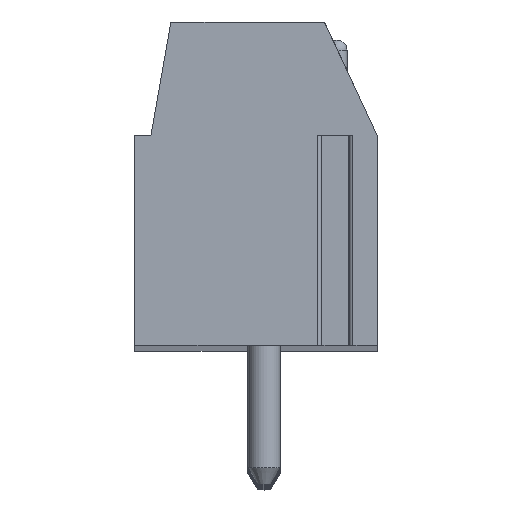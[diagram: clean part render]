
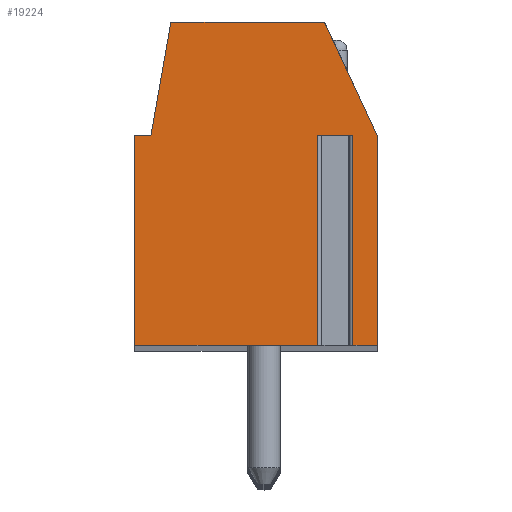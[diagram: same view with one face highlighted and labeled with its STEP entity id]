
A CAD part, top view. The second image highlights one B-rep face of the part: STEP entity #19224.
In plain terms, the highlighted planar face has unit normal (0, 0, 1).
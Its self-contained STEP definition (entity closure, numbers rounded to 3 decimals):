
#13=DIRECTION('',(-1.,0.,0.));
#14=VECTOR('',#13,1.097);
#15=CARTESIAN_POINT('',(2.998,1.5,99.06));
#16=LINE('',#15,#14);
#17=DIRECTION('',(0.,-1.,0.));
#18=VECTOR('',#17,6.5);
#19=CARTESIAN_POINT('',(1.902,1.5,99.06));
#20=LINE('',#19,#18);
#21=DIRECTION('',(1.,0.,0.));
#22=VECTOR('',#21,5.652);
#23=CARTESIAN_POINT('',(-3.75,-5.,99.06));
#24=LINE('',#23,#22);
#25=DIRECTION('',(0.,-1.,0.));
#26=VECTOR('',#25,6.5);
#27=CARTESIAN_POINT('',(-3.75,1.5,99.06));
#28=LINE('',#27,#26);
#29=DIRECTION('',(-1.,0.,0.));
#30=VECTOR('',#29,0.5);
#31=CARTESIAN_POINT('',(-3.25,1.5,99.06));
#32=LINE('',#31,#30);
#33=DIRECTION('',(-0.174,-0.985,0.));
#34=VECTOR('',#33,3.554);
#35=CARTESIAN_POINT('',(-2.633,5.,99.06));
#36=LINE('',#35,#34);
#37=DIRECTION('',(-1.,0.,0.));
#38=VECTOR('',#37,4.751);
#39=CARTESIAN_POINT('',(2.118,5.,99.06));
#40=LINE('',#39,#38);
#41=DIRECTION('',(-0.423,0.906,0.));
#42=VECTOR('',#41,3.862);
#43=CARTESIAN_POINT('',(3.75,1.5,99.06));
#44=LINE('',#43,#42);
#45=DIRECTION('',(0.,1.,0.));
#46=VECTOR('',#45,6.5);
#47=CARTESIAN_POINT('',(3.75,-5.,99.06));
#48=LINE('',#47,#46);
#49=DIRECTION('',(1.,0.,0.));
#50=VECTOR('',#49,0.752);
#51=CARTESIAN_POINT('',(2.998,-5.,99.06));
#52=LINE('',#51,#50);
#53=DIRECTION('',(0.,-1.,0.));
#54=VECTOR('',#53,6.5);
#55=CARTESIAN_POINT('',(2.998,1.5,99.06));
#56=LINE('',#55,#54);
#15255=CARTESIAN_POINT('',(-2.633,5.,99.06));
#15256=CARTESIAN_POINT('',(-3.25,1.5,99.06));
#15257=VERTEX_POINT('',#15255);
#15258=VERTEX_POINT('',#15256);
#15259=CARTESIAN_POINT('',(-3.75,1.5,99.06));
#15260=VERTEX_POINT('',#15259);
#15261=CARTESIAN_POINT('',(-3.75,-5.,99.06));
#15262=VERTEX_POINT('',#15261);
#15263=CARTESIAN_POINT('',(3.75,-5.,99.06));
#15264=CARTESIAN_POINT('',(3.75,1.5,99.06));
#15265=VERTEX_POINT('',#15263);
#15266=VERTEX_POINT('',#15264);
#15267=CARTESIAN_POINT('',(2.118,5.,99.06));
#15268=VERTEX_POINT('',#15267);
#15327=CARTESIAN_POINT('',(2.998,1.5,99.06));
#15328=CARTESIAN_POINT('',(1.902,1.5,99.06));
#15329=VERTEX_POINT('',#15327);
#15330=VERTEX_POINT('',#15328);
#15331=CARTESIAN_POINT('',(1.902,-5.,99.06));
#15332=VERTEX_POINT('',#15331);
#15333=CARTESIAN_POINT('',(2.998,-5.,99.06));
#15334=VERTEX_POINT('',#15333);
#19195=CARTESIAN_POINT('',(0.,0.,99.06));
#19196=DIRECTION('',(0.,0.,1.));
#19197=DIRECTION('',(1.,0.,0.));
#19198=AXIS2_PLACEMENT_3D('',#19195,#19196,#19197);
#19199=PLANE('',#19198);
#19201=ORIENTED_EDGE('',*,*,#19200,.T.);
#19203=ORIENTED_EDGE('',*,*,#19202,.T.);
#19205=ORIENTED_EDGE('',*,*,#19204,.F.);
#19207=ORIENTED_EDGE('',*,*,#19206,.F.);
#19209=ORIENTED_EDGE('',*,*,#19208,.F.);
#19211=ORIENTED_EDGE('',*,*,#19210,.F.);
#19213=ORIENTED_EDGE('',*,*,#19212,.F.);
#19215=ORIENTED_EDGE('',*,*,#19214,.F.);
#19217=ORIENTED_EDGE('',*,*,#19216,.F.);
#19219=ORIENTED_EDGE('',*,*,#19218,.F.);
#19221=ORIENTED_EDGE('',*,*,#19220,.F.);
#19222=EDGE_LOOP('',(#19201,#19203,#19205,#19207,#19209,#19211,#19213,#19215,
#19217,#19219,#19221));
#19223=FACE_OUTER_BOUND('',#19222,.F.);
#19200=EDGE_CURVE('',#15329,#15330,#16,.T.);
#19202=EDGE_CURVE('',#15330,#15332,#20,.T.);
#19204=EDGE_CURVE('',#15262,#15332,#24,.T.);
#19206=EDGE_CURVE('',#15260,#15262,#28,.T.);
#19208=EDGE_CURVE('',#15258,#15260,#32,.T.);
#19210=EDGE_CURVE('',#15257,#15258,#36,.T.);
#19212=EDGE_CURVE('',#15268,#15257,#40,.T.);
#19214=EDGE_CURVE('',#15266,#15268,#44,.T.);
#19216=EDGE_CURVE('',#15265,#15266,#48,.T.);
#19218=EDGE_CURVE('',#15334,#15265,#52,.T.);
#19220=EDGE_CURVE('',#15329,#15334,#56,.T.);
#19224=ADVANCED_FACE('',(#19223),#19199,.T.);
